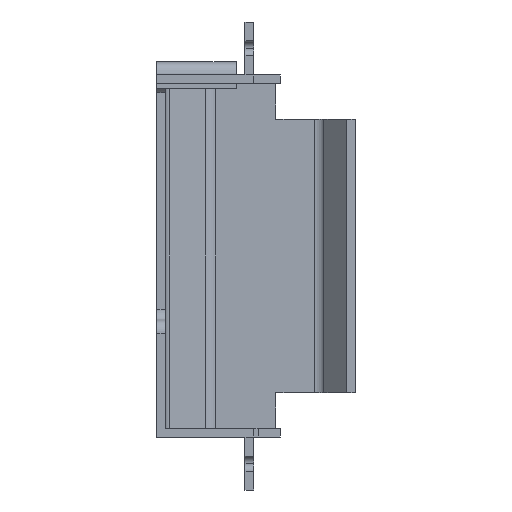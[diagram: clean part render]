
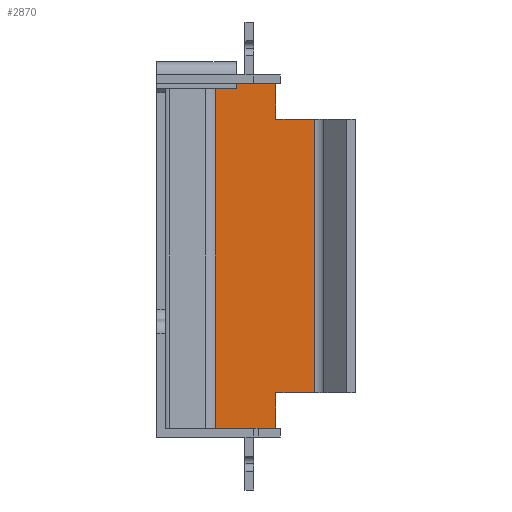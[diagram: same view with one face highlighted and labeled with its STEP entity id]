
A CAD part, left-side view. The second image highlights one B-rep face of the part: STEP entity #2870.
In plain terms, the highlighted planar face has unit normal (-1, 0, 0).
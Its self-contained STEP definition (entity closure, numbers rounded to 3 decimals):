
#20 = VECTOR ( 'NONE', #3883, 1000. ) ;
#69 = VERTEX_POINT ( 'NONE', #4219 ) ;
#119 = EDGE_CURVE ( 'NONE', #3274, #69, #2324, .T. ) ;
#187 = VECTOR ( 'NONE', #1670, 1000. ) ;
#240 = CARTESIAN_POINT ( 'NONE',  ( 13., 22., 82. ) ) ;
#244 = CARTESIAN_POINT ( 'NONE',  ( 13., 37., 10. ) ) ;
#259 = EDGE_LOOP ( 'NONE', ( #1184, #4084, #3753, #1114, #2738, #1093, #1406, #1429 ) ) ;
#262 = LINE ( 'NONE', #4331, #187 ) ;
#391 = DIRECTION ( 'NONE',  ( 0., 1., 0. ) ) ;
#432 = LINE ( 'NONE', #1752, #865 ) ;
#643 = CARTESIAN_POINT ( 'NONE',  ( 13., 22., 72. ) ) ;
#749 = DIRECTION ( 'NONE',  ( 1., 0., 0. ) ) ;
#772 = VECTOR ( 'NONE', #2819, 1000. ) ;
#861 = DIRECTION ( 'NONE',  ( 0., 1., 0. ) ) ;
#865 = VECTOR ( 'NONE', #2756, 1000. ) ;
#1025 = CARTESIAN_POINT ( 'NONE',  ( 13., 22., 82. ) ) ;
#1093 = ORIENTED_EDGE ( 'NONE', *, *, #1740, .T. ) ;
#1114 = ORIENTED_EDGE ( 'NONE', *, *, #1791, .T. ) ;
#1132 = VERTEX_POINT ( 'NONE', #3105 ) ;
#1175 = CARTESIAN_POINT ( 'NONE',  ( 13., 13.243, 72. ) ) ;
#1184 = ORIENTED_EDGE ( 'NONE', *, *, #3273, .T. ) ;
#1191 = CARTESIAN_POINT ( 'NONE',  ( 13., 37., 2. ) ) ;
#1200 = EDGE_CURVE ( 'NONE', #4185, #3344, #4127, .T. ) ;
#1266 = VECTOR ( 'NONE', #3661, 1000. ) ;
#1362 = VERTEX_POINT ( 'NONE', #643 ) ;
#1380 = EDGE_CURVE ( 'NONE', #1362, #4185, #4385, .T. ) ;
#1406 = ORIENTED_EDGE ( 'NONE', *, *, #119, .T. ) ;
#1429 = ORIENTED_EDGE ( 'NONE', *, *, #2290, .T. ) ;
#1440 = CARTESIAN_POINT ( 'NONE',  ( 13., 22., 10. ) ) ;
#1499 = CARTESIAN_POINT ( 'NONE',  ( 13., 13.243, 82. ) ) ;
#1514 = CARTESIAN_POINT ( 'NONE',  ( 13., 22., 80. ) ) ;
#1533 = LINE ( 'NONE', #1191, #1656 ) ;
#1626 = LINE ( 'NONE', #240, #3041 ) ;
#1656 = VECTOR ( 'NONE', #861, 1000. ) ;
#1670 = DIRECTION ( 'NONE',  ( 0., 0., -1. ) ) ;
#1740 = EDGE_CURVE ( 'NONE', #3727, #3274, #1626, .T. ) ;
#1752 = CARTESIAN_POINT ( 'NONE',  ( 13., 37., 72. ) ) ;
#1791 = EDGE_CURVE ( 'NONE', #3344, #1132, #262, .T. ) ;
#1820 = PLANE ( 'NONE',  #2500 ) ;
#2290 = EDGE_CURVE ( 'NONE', #69, #4203, #2508, .T. ) ;
#2324 = LINE ( 'NONE', #244, #3692 ) ;
#2439 = CARTESIAN_POINT ( 'NONE',  ( 13., 37., 80. ) ) ;
#2500 = AXIS2_PLACEMENT_3D ( 'NONE', #2809, #749, #391 ) ;
#2508 = LINE ( 'NONE', #1499, #20 ) ;
#2738 = ORIENTED_EDGE ( 'NONE', *, *, #3630, .F. ) ;
#2756 = DIRECTION ( 'NONE',  ( 0., 1., 0. ) ) ;
#2809 = CARTESIAN_POINT ( 'NONE',  ( 13., 37., 82. ) ) ;
#2819 = DIRECTION ( 'NONE',  ( 0., 1., 0. ) ) ;
#2870 = ADVANCED_FACE ( 'NONE', ( #3779 ), #1820, .F. ) ;
#3041 = VECTOR ( 'NONE', #3987, 1000. ) ;
#3105 = CARTESIAN_POINT ( 'NONE',  ( 13., 35.757, 2. ) ) ;
#3273 = EDGE_CURVE ( 'NONE', #4203, #1362, #432, .T. ) ;
#3274 = VERTEX_POINT ( 'NONE', #1440 ) ;
#3344 = VERTEX_POINT ( 'NONE', #3820 ) ;
#3362 = DIRECTION ( 'NONE',  ( 0., -1., 0. ) ) ;
#3630 = EDGE_CURVE ( 'NONE', #3727, #1132, #1533, .T. ) ;
#3661 = DIRECTION ( 'NONE',  ( 0., 0., 1. ) ) ;
#3692 = VECTOR ( 'NONE', #3362, 1000. ) ;
#3727 = VERTEX_POINT ( 'NONE', #4023 ) ;
#3753 = ORIENTED_EDGE ( 'NONE', *, *, #1200, .T. ) ;
#3779 = FACE_OUTER_BOUND ( 'NONE', #259, .T. ) ;
#3820 = CARTESIAN_POINT ( 'NONE',  ( 13., 35.757, 80. ) ) ;
#3883 = DIRECTION ( 'NONE',  ( 0., 0., 1. ) ) ;
#3987 = DIRECTION ( 'NONE',  ( 0., 0., 1. ) ) ;
#4023 = CARTESIAN_POINT ( 'NONE',  ( 13., 22., 2. ) ) ;
#4084 = ORIENTED_EDGE ( 'NONE', *, *, #1380, .T. ) ;
#4127 = LINE ( 'NONE', #2439, #772 ) ;
#4185 = VERTEX_POINT ( 'NONE', #1514 ) ;
#4203 = VERTEX_POINT ( 'NONE', #1175 ) ;
#4219 = CARTESIAN_POINT ( 'NONE',  ( 13., 13.243, 10. ) ) ;
#4331 = CARTESIAN_POINT ( 'NONE',  ( 13., 35.757, 0. ) ) ;
#4385 = LINE ( 'NONE', #1025, #1266 ) ;
